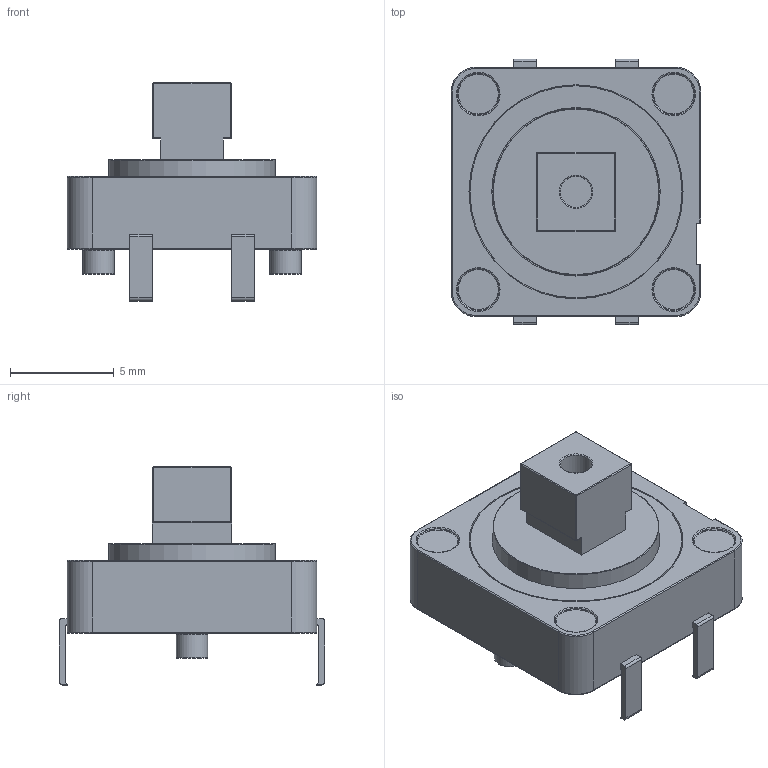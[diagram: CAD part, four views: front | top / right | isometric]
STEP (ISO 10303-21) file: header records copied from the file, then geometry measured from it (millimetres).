
FILE_DESCRIPTION(('FreeCAD Model'),'2;1');
FILE_NAME('Open CASCADE Shape Model','2023-04-13T22:36:46',(''),(''), 'Open CASCADE STEP processor 7.6','FreeCAD','Unknown');
FILE_SCHEMA(('AUTOMOTIVE_DESIGN { 1 0 10303 214 1 1 1 1 }'));
Length unit declared in the file: millimetre
Products named in the file (1): Button
Bounding box: 12 x 12.76 x 10.5 mm (x, y, z)
Volume: 587.9 mm3; surface area: 702.8 mm2
Topology: 1 solids, 1 shells, 188 faces, 426 edges, 248 vertices
Faces by surface type: cylinder 82, plane 58, torus 40, sphere 8
Full cylindrical faces by diameter (mm): 1.5 x3, 2 x4, 8 x1, 8.1 x1, 10.2 x1, 10.3 x1
Entity records: 11637 total; most frequent: CARTESIAN_POINT 2374, DIRECTION 1592, ORIENTED_EDGE 836, PCURVE 836, DEFINITIONAL_REPRESENTATION 836, LINE 745, VECTOR 745, EDGE_CURVE 418
